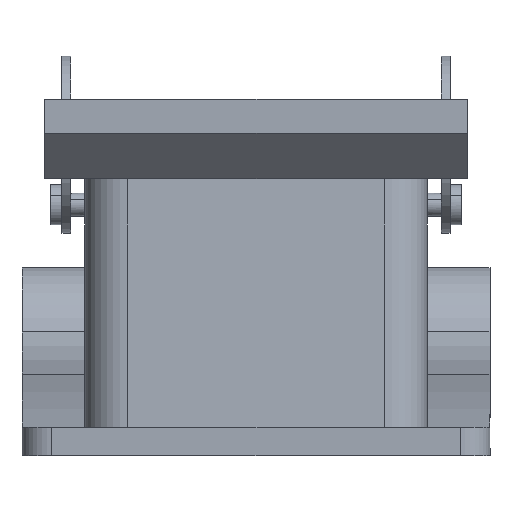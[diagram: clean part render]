
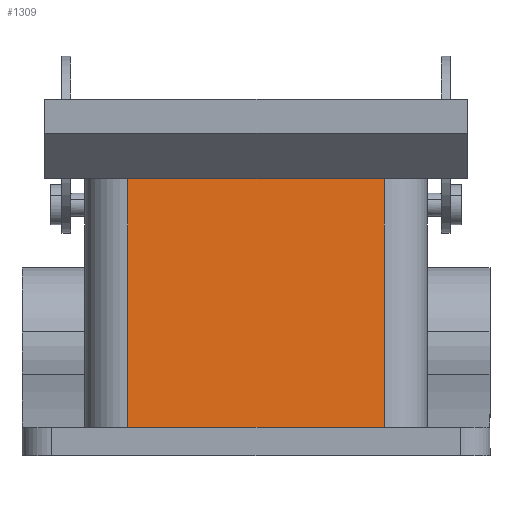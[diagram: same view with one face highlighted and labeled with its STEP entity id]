
A CAD part, left-side view. The second image highlights one B-rep face of the part: STEP entity #1309.
In plain terms, the highlighted planar face has unit normal (-0.999, 0, 0.044).
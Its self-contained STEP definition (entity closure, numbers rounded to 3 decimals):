
#1282=AXIS2_PLACEMENT_3D('Plane Axis2P3D',#1279,#1280,#1281) ;
#543=CARTESIAN_POINT('Line Origine',(19.5,41.,48.5)) ;
#547=CARTESIAN_POINT('Vertex',(19.5,63.5,48.5)) ;
#549=CARTESIAN_POINT('Vertex',(19.5,18.5,48.5)) ;
#1279=CARTESIAN_POINT('Axis2P3D Location',(19.5,41.,48.5)) ;
#1284=CARTESIAN_POINT('Line Origine',(18.55,18.5,26.75)) ;
#1288=CARTESIAN_POINT('Vertex',(17.601,18.5,5.)) ;
#1291=CARTESIAN_POINT('Line Origine',(18.55,63.5,26.75)) ;
#1295=CARTESIAN_POINT('Vertex',(17.601,63.5,5.)) ;
#1298=CARTESIAN_POINT('Line Origine',(17.601,41.,5.)) ;
#544=DIRECTION('Vector Direction',(0.,1.,0.)) ;
#1280=DIRECTION('Axis2P3D Direction',(-0.999,0.,0.044)) ;
#1281=DIRECTION('Axis2P3D XDirection',(0.,1.,0.)) ;
#1285=DIRECTION('Vector Direction',(-0.044,0.,-0.999)) ;
#1292=DIRECTION('Vector Direction',(-0.044,0.,-0.999)) ;
#1299=DIRECTION('Vector Direction',(0.,1.,0.)) ;
#545=VECTOR('Line Direction',#544,1.) ;
#1286=VECTOR('Line Direction',#1285,1.) ;
#1293=VECTOR('Line Direction',#1292,1.) ;
#1300=VECTOR('Line Direction',#1299,1.) ;
#1304=ORIENTED_EDGE('',*,*,#1290,.F.) ;
#1305=ORIENTED_EDGE('',*,*,#551,.F.) ;
#1306=ORIENTED_EDGE('',*,*,#1297,.F.) ;
#1307=ORIENTED_EDGE('',*,*,#1302,.F.) ;
#1309=ADVANCED_FACE('Housing',(#1308),#1283,.T.) ;
#551=EDGE_CURVE('',#548,#550,#546,.F.) ;
#1290=EDGE_CURVE('',#550,#1289,#1287,.T.) ;
#1297=EDGE_CURVE('',#1296,#548,#1294,.F.) ;
#1302=EDGE_CURVE('',#1289,#1296,#1301,.T.) ;
#1303=EDGE_LOOP('',(#1304,#1305,#1306,#1307)) ;
#1308=FACE_OUTER_BOUND('',#1303,.T.) ;
#546=LINE('Line',#543,#545) ;
#1287=LINE('Line',#1284,#1286) ;
#1294=LINE('Line',#1291,#1293) ;
#1301=LINE('Line',#1298,#1300) ;
#1283=PLANE('',#1282) ;
#548=VERTEX_POINT('',#547) ;
#550=VERTEX_POINT('',#549) ;
#1289=VERTEX_POINT('',#1288) ;
#1296=VERTEX_POINT('',#1295) ;
